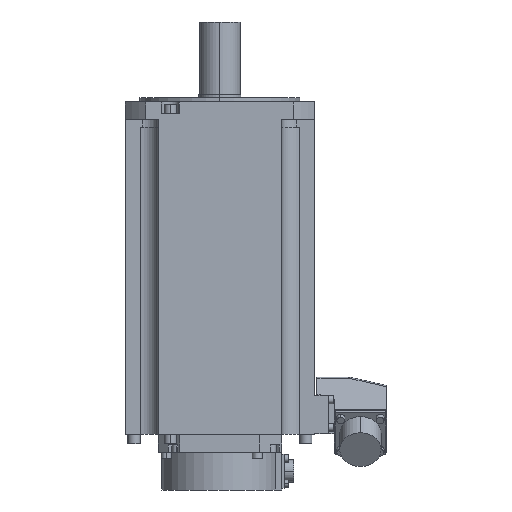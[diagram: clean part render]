
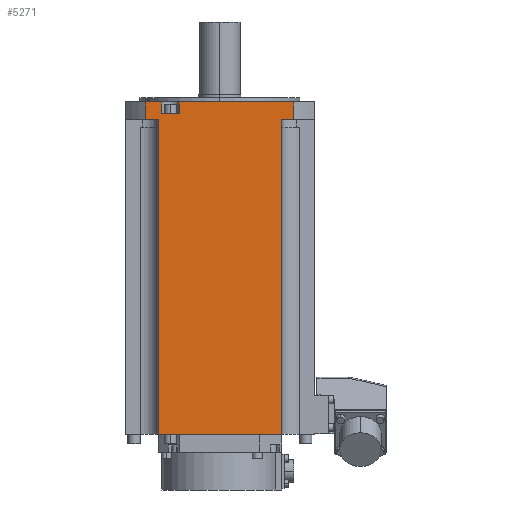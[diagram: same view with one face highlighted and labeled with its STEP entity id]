
A CAD part, left-side view. The second image highlights one B-rep face of the part: STEP entity #5271.
In plain terms, the highlighted planar face has unit normal (-1, 0, 0).
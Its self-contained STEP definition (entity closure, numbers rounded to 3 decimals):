
#832=DIRECTION('',(0.,-1.,0.));
#833=VECTOR('',#832,85.);
#834=CARTESIAN_POINT('',(-65.,42.5,-228.8));
#835=LINE('',#834,#833);
#924=DIRECTION('',(0.,0.,-1.));
#925=VECTOR('',#924,216.8);
#926=CARTESIAN_POINT('',(-65.,42.5,-12.));
#927=LINE('',#926,#925);
#980=DIRECTION('',(0.,-1.,0.));
#981=VECTOR('',#980,8.306);
#982=CARTESIAN_POINT('',(-65.,50.806,-12.));
#983=LINE('',#982,#981);
#1095=DIRECTION('',(0.,0.,-1.));
#1096=VECTOR('',#1095,12.);
#1097=CARTESIAN_POINT('',(-65.,50.806,0.));
#1098=LINE('',#1097,#1096);
#1099=DIRECTION('',(0.,-1.,0.));
#1100=VECTOR('',#1099,78.626);
#1101=CARTESIAN_POINT('',(-65.,27.82,0.));
#1102=LINE('',#1101,#1100);
#1103=DIRECTION('',(0.,1.,0.));
#1104=VECTOR('',#1103,8.306);
#1105=CARTESIAN_POINT('',(-65.,-50.806,-12.));
#1106=LINE('',#1105,#1104);
#1107=DIRECTION('',(0.,0.,-1.));
#1108=VECTOR('',#1107,216.8);
#1109=CARTESIAN_POINT('',(-65.,-42.5,-12.));
#1110=LINE('',#1109,#1108);
#1111=DIRECTION('',(0.,-1.,0.));
#1112=VECTOR('',#1111,10.426);
#1113=CARTESIAN_POINT('',(-65.,50.806,0.));
#1114=LINE('',#1113,#1112);
#1115=DIRECTION('',(0.,1.,0.));
#1116=VECTOR('',#1115,12.56);
#1117=CARTESIAN_POINT('',(-65.,27.82,-8.));
#1118=LINE('',#1117,#1116);
#1142=DIRECTION('',(0.,0.,1.));
#1143=VECTOR('',#1142,8.);
#1144=CARTESIAN_POINT('',(-65.,40.38,-8.));
#1145=LINE('',#1144,#1143);
#1154=DIRECTION('',(0.,0.,-1.));
#1155=VECTOR('',#1154,8.);
#1156=CARTESIAN_POINT('',(-65.,27.82,0.));
#1157=LINE('',#1156,#1155);
#1184=DIRECTION('',(0.,0.,1.));
#1185=VECTOR('',#1184,12.);
#1186=CARTESIAN_POINT('',(-65.,-50.806,-12.));
#1187=LINE('',#1186,#1185);
#2973=CARTESIAN_POINT('',(-65.,-50.806,0.));
#2974=VERTEX_POINT('',#2973);
#2975=CARTESIAN_POINT('',(-65.,27.82,0.));
#2976=VERTEX_POINT('',#2975);
#2981=CARTESIAN_POINT('',(-65.,40.38,0.));
#2982=VERTEX_POINT('',#2981);
#2983=CARTESIAN_POINT('',(-65.,50.806,0.));
#2984=VERTEX_POINT('',#2983);
#3074=CARTESIAN_POINT('',(-65.,-42.5,-12.));
#3076=VERTEX_POINT('',#3074);
#3083=CARTESIAN_POINT('',(-65.,27.82,-8.));
#3084=CARTESIAN_POINT('',(-65.,40.38,-8.));
#3085=VERTEX_POINT('',#3083);
#3086=VERTEX_POINT('',#3084);
#3087=CARTESIAN_POINT('',(-65.,-50.806,-12.));
#3088=VERTEX_POINT('',#3087);
#3089=CARTESIAN_POINT('',(-65.,-42.5,-228.8));
#3090=VERTEX_POINT('',#3089);
#3091=CARTESIAN_POINT('',(-65.,42.5,-12.));
#3092=CARTESIAN_POINT('',(-65.,42.5,-228.8));
#3093=VERTEX_POINT('',#3091);
#3094=VERTEX_POINT('',#3092);
#3095=CARTESIAN_POINT('',(-65.,50.806,-12.));
#3096=VERTEX_POINT('',#3095);
#5246=CARTESIAN_POINT('',(-65.,0.,-114.4));
#5247=DIRECTION('',(1.,0.,0.));
#5248=DIRECTION('',(0.,-1.,0.));
#5249=AXIS2_PLACEMENT_3D('',#5246,#5247,#5248);
#5250=PLANE('',#5249);
#5252=ORIENTED_EDGE('',*,*,#5251,.F.);
#5254=ORIENTED_EDGE('',*,*,#5253,.F.);
#5255=ORIENTED_EDGE('',*,*,#3872,.T.);
#5257=ORIENTED_EDGE('',*,*,#5256,.F.);
#5259=ORIENTED_EDGE('',*,*,#5258,.T.);
#5261=ORIENTED_EDGE('',*,*,#5260,.T.);
#5262=ORIENTED_EDGE('',*,*,#4936,.F.);
#5263=ORIENTED_EDGE('',*,*,#5022,.F.);
#5264=ORIENTED_EDGE('',*,*,#5086,.F.);
#5265=ORIENTED_EDGE('',*,*,#5241,.F.);
#5266=ORIENTED_EDGE('',*,*,#3880,.T.);
#5268=ORIENTED_EDGE('',*,*,#5267,.F.);
#5269=EDGE_LOOP('',(#5252,#5254,#5255,#5257,#5259,#5261,#5262,#5263,#5264,#5265,
#5266,#5268));
#5270=FACE_OUTER_BOUND('',#5269,.F.);
#5271=ADVANCED_FACE('',(#5270),#5250,.F.);
#3872=EDGE_CURVE('',#2976,#2974,#1102,.T.);
#3880=EDGE_CURVE('',#2984,#2982,#1114,.T.);
#4936=EDGE_CURVE('',#3094,#3090,#835,.T.);
#5022=EDGE_CURVE('',#3093,#3094,#927,.T.);
#5086=EDGE_CURVE('',#3096,#3093,#983,.T.);
#5241=EDGE_CURVE('',#2984,#3096,#1098,.T.);
#5251=EDGE_CURVE('',#3085,#3086,#1118,.T.);
#5253=EDGE_CURVE('',#2976,#3085,#1157,.T.);
#5256=EDGE_CURVE('',#3088,#2974,#1187,.T.);
#5258=EDGE_CURVE('',#3088,#3076,#1106,.T.);
#5260=EDGE_CURVE('',#3076,#3090,#1110,.T.);
#5267=EDGE_CURVE('',#3086,#2982,#1145,.T.);
